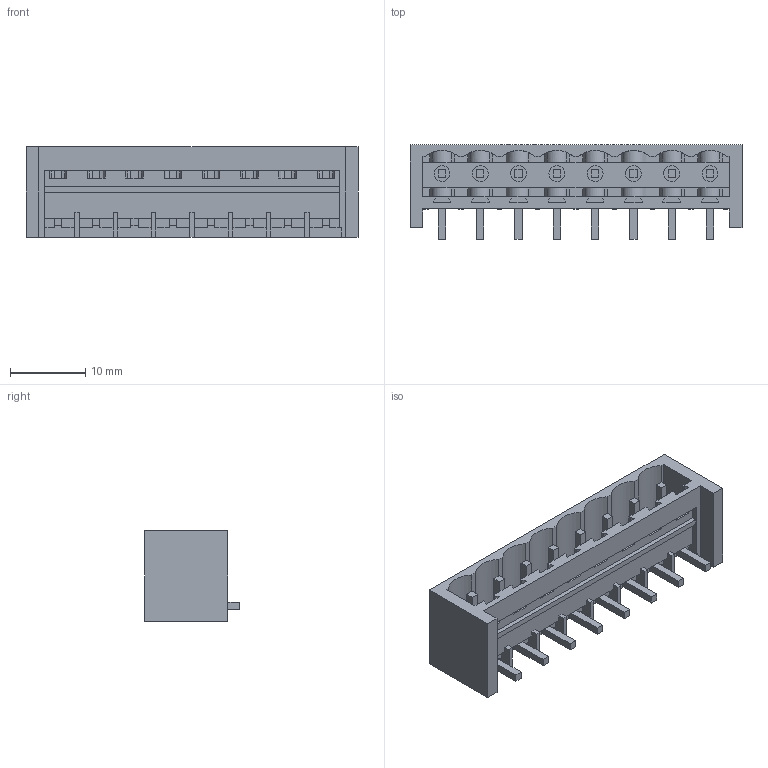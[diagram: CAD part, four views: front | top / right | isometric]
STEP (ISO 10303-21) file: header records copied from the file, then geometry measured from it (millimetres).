
FILE_DESCRIPTION(('CATIA V5 STEP Exchange','CAx-IF Rec.Pracs.--- Model Styling and Organization---1.2---2011-12-15'),'2;1');
FILE_NAME ('D1458289_0', '2017-07-10T14:01:23+00:00', ('none'), ('Weidmueller'), 'CATIA Version 5-6 Release 2014', 'CATIA V5 STEP AP214', 'none');
FILE_SCHEMA(('AUTOMOTIVE_DESIGN { 1 0 10303 214 1 1 1 1 }'));
Length unit declared in the file: millimetre
Products named in the file (1): 1877650000
Bounding box: 44.04 x 12.5 x 12 mm (x, y, z)
Volume: 1936.8 mm3; surface area: 4305.3 mm2
Topology: 9 solids, 9 shells, 452 faces, 1412 edges, 964 vertices
Faces by surface type: plane 380, cylinder 72
Entity records: 14493 total; most frequent: ORIENTED_EDGE 2824, CARTESIAN_POINT 2741, DIRECTION 1844, EDGE_CURVE 1412, VECTOR 1211, LINE 1211, VERTEX_POINT 964, EDGE_LOOP 470
